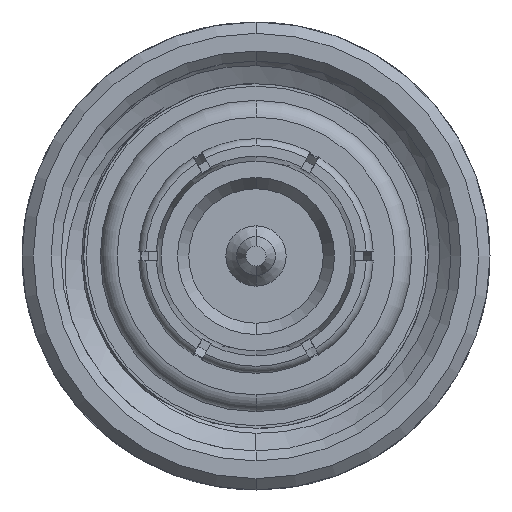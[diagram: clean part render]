
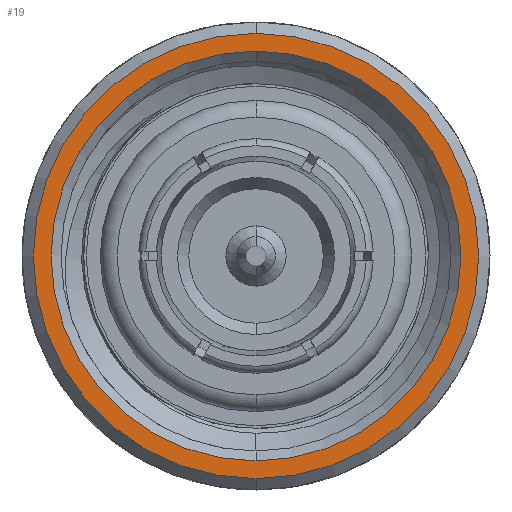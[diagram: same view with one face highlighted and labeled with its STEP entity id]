
A CAD part, left-side view. The second image highlights one B-rep face of the part: STEP entity #19.
In plain terms, the highlighted planar face has unit normal (-1, 0, 0).
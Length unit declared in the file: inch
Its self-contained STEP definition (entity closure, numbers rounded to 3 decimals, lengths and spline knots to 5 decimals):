
#19 = ADVANCED_FACE ( 'NONE', ( #4800, #2015 ), #4528, .F. ) ;
#128 = DIRECTION ( 'NONE',  ( 0., 0., -1. ) ) ;
#175 = AXIS2_PLACEMENT_3D ( 'NONE', #5983, #3013, #128 ) ;
#513 = CARTESIAN_POINT ( 'NONE',  ( 0., 0.23668, 0. ) ) ;
#573 = DIRECTION ( 'NONE',  ( 0., 0., -1. ) ) ;
#673 = EDGE_CURVE ( 'NONE', #1985, #3365, #1153, .T. ) ;
#697 = ORIENTED_EDGE ( 'NONE', *, *, #1083, .F. ) ;
#914 = DIRECTION ( 'NONE',  ( 0., 0., -1. ) ) ;
#1083 = EDGE_CURVE ( 'NONE', #4524, #1365, #4326, .T. ) ;
#1153 = CIRCLE ( 'NONE', #175, 0.20685 ) ;
#1365 = VERTEX_POINT ( 'NONE', #2114 ) ;
#1799 = DIRECTION ( 'NONE',  ( 1., 0., 0. ) ) ;
#1808 = AXIS2_PLACEMENT_3D ( 'NONE', #3485, #5044, #2043 ) ;
#1936 = AXIS2_PLACEMENT_3D ( 'NONE', #513, #4975, #573 ) ;
#1985 = VERTEX_POINT ( 'NONE', #3816 ) ;
#2015 = FACE_OUTER_BOUND ( 'NONE', #2617, .T. ) ;
#2043 = DIRECTION ( 'NONE',  ( 0., 0., -1. ) ) ;
#2114 = CARTESIAN_POINT ( 'NONE',  ( 0., 0., -0.22477 ) ) ;
#2312 = AXIS2_PLACEMENT_3D ( 'NONE', #5339, #4767, #4830 ) ;
#2321 = CARTESIAN_POINT ( 'NONE',  ( 0., 0., 0. ) ) ;
#2506 = ORIENTED_EDGE ( 'NONE', *, *, #673, .T. ) ;
#2617 = EDGE_LOOP ( 'NONE', ( #5650, #697 ) ) ;
#3013 = DIRECTION ( 'NONE',  ( 1., 0., 0. ) ) ;
#3262 = CARTESIAN_POINT ( 'NONE',  ( 0., 0., 0.22477 ) ) ;
#3365 = VERTEX_POINT ( 'NONE', #5181 ) ;
#3485 = CARTESIAN_POINT ( 'NONE',  ( 0., 0., 0. ) ) ;
#3816 = CARTESIAN_POINT ( 'NONE',  ( 0., 0., 0.20685 ) ) ;
#4325 = ORIENTED_EDGE ( 'NONE', *, *, #5198, .T. ) ;
#4326 = CIRCLE ( 'NONE', #2312, 0.22477 ) ;
#4501 = CIRCLE ( 'NONE', #1808, 0.20685 ) ;
#4524 = VERTEX_POINT ( 'NONE', #3262 ) ;
#4528 = PLANE ( 'NONE',  #1936 ) ;
#4767 = DIRECTION ( 'NONE',  ( 1., 0., 0. ) ) ;
#4798 = AXIS2_PLACEMENT_3D ( 'NONE', #2321, #1799, #914 ) ;
#4800 = FACE_BOUND ( 'NONE', #4860, .T. ) ;
#4830 = DIRECTION ( 'NONE',  ( 0., 0., -1. ) ) ;
#4860 = EDGE_LOOP ( 'NONE', ( #2506, #4325 ) ) ;
#4967 = EDGE_CURVE ( 'NONE', #1365, #4524, #5867, .T. ) ;
#4975 = DIRECTION ( 'NONE',  ( 1., 0., 0. ) ) ;
#5044 = DIRECTION ( 'NONE',  ( 1., 0., 0. ) ) ;
#5181 = CARTESIAN_POINT ( 'NONE',  ( 0., 0., -0.20685 ) ) ;
#5198 = EDGE_CURVE ( 'NONE', #3365, #1985, #4501, .T. ) ;
#5339 = CARTESIAN_POINT ( 'NONE',  ( 0., 0., 0. ) ) ;
#5650 = ORIENTED_EDGE ( 'NONE', *, *, #4967, .F. ) ;
#5867 = CIRCLE ( 'NONE', #4798, 0.22477 ) ;
#5983 = CARTESIAN_POINT ( 'NONE',  ( 0., 0., 0. ) ) ;
